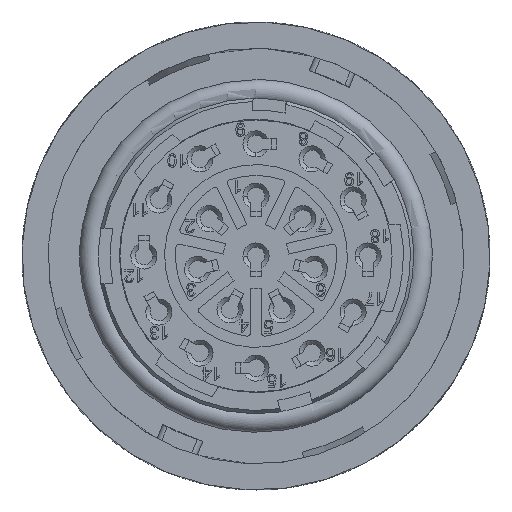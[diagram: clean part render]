
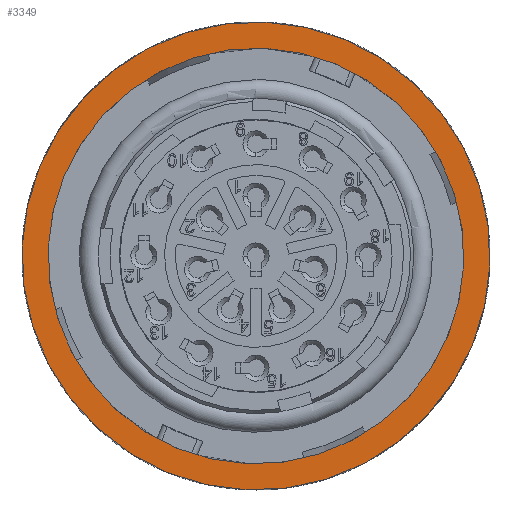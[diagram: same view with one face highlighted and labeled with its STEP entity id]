
A CAD part, left-side view. The second image highlights one B-rep face of the part: STEP entity #3349.
In plain terms, the highlighted planar face has unit normal (-1, 0, 0).
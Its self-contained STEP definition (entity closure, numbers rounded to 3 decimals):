
#1490=FACE_BOUND('',#6847,.T.);
#1491=FACE_BOUND('',#6848,.T.);
#2132=PLANE('',#29611);
#3349=ADVANCED_FACE('',(#1490,#1491),#2132,.T.);
#6847=EDGE_LOOP('',(#12575));
#6848=EDGE_LOOP('',(#12576));
#8210=CIRCLE('',#29598,19.1);
#8217=CIRCLE('',#29610,21.5);
#12575=ORIENTED_EDGE('',*,*,#21718,.T.);
#12576=ORIENTED_EDGE('',*,*,#21749,.F.);
#18286=VERTEX_POINT('',#44976);
#18313=VERTEX_POINT('',#45110);
#21718=EDGE_CURVE('',#18286,#18286,#8210,.T.);
#21749=EDGE_CURVE('',#18313,#18313,#8217,.T.);
#29598=AXIS2_PLACEMENT_3D('',#44975,#34040,#34041);
#29610=AXIS2_PLACEMENT_3D('',#45109,#34075,#34076);
#29611=AXIS2_PLACEMENT_3D('',#45111,#34077,#34078);
#34040=DIRECTION('',(1.,0.,0.));
#34041=DIRECTION('',(0.,0.924,0.382));
#34075=DIRECTION('',(1.,0.,0.));
#34076=DIRECTION('',(0.,0.924,0.382));
#34077=DIRECTION('',(-1.,0.,0.));
#34078=DIRECTION('',(0.,0.924,0.382));
#44975=CARTESIAN_POINT('',(-54.759,7.674,0.));
#44976=CARTESIAN_POINT('',(-54.759,25.327,7.293));
#45109=CARTESIAN_POINT('',(-54.759,7.674,0.));
#45110=CARTESIAN_POINT('',(-54.759,27.545,8.21));
#45111=CARTESIAN_POINT('',(-54.759,-23.122,12.603));
